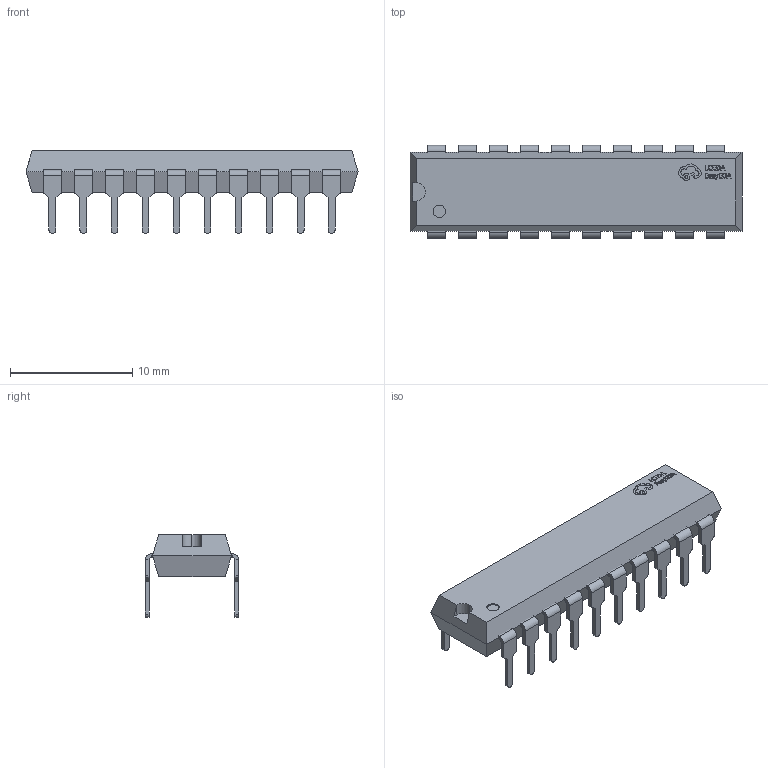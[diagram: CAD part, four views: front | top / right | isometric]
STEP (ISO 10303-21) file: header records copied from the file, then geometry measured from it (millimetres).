
FILE_DESCRIPTION (( 'STEP AP214' ), '1' );
FILE_NAME ('DIP-20_L25.5-W10.0-H3.7-P2.54-LS7.6-BL.step', '2022-06-21T14:01:35', ( '' ), ( '' ), 'SwSTEP 2.0', 'SolidWorks 2020', '' );
FILE_SCHEMA (( 'AUTOMOTIVE_DESIGN' ));
Length unit declared in the file: millimetre
Products named in the file (1): DIP-20_L25.5-W10.0-H3.7-P2.54-LS7.6-BL
Bounding box: 27.18 x 7.62 x 6.79 mm (x, y, z)
Volume: 604.4 mm3; surface area: 1031.1 mm2
Topology: 11 solids, 11 shells, 641 faces, 1610 edges, 1018 vertices
Faces by surface type: plane 425, bspline 112, cylinder 104
Entity records: 25691 total; most frequent: CARTESIAN_POINT 5374, ORIENTED_EDGE 3220, DIRECTION 2650, EDGE_CURVE 1610, LINE 1174, VECTOR 1174, VERTEX_POINT 1018, AXIS2_PLACEMENT_3D 738
